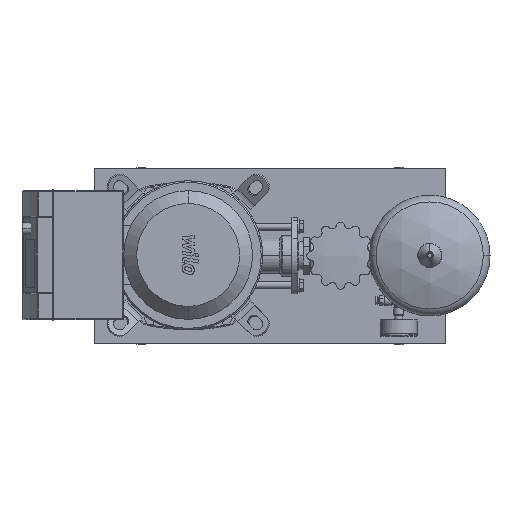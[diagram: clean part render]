
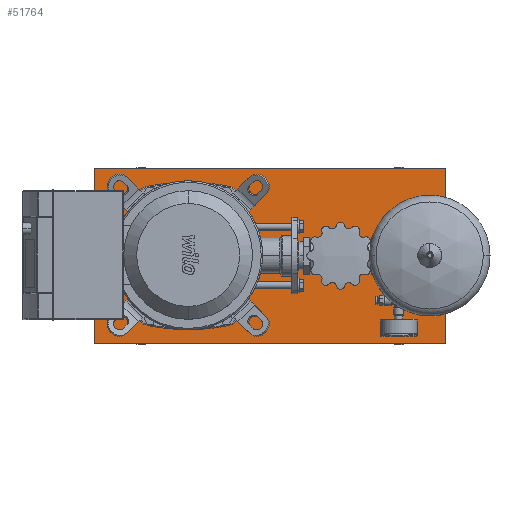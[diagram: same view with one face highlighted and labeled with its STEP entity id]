
A CAD part, top view. The second image highlights one B-rep face of the part: STEP entity #51764.
In plain terms, the highlighted planar face has unit normal (0, 0, 1).
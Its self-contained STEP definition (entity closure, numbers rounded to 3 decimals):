
#51725=CARTESIAN_POINT('',(-160.0,0.,90.0));
#51726=DIRECTION('',(0.0,0.0,1.0));
#51727=DIRECTION('',(0.0,-1.0,0.0));
#51728=AXIS2_PLACEMENT_3D('',#51725,#51726,#51727);
#51729=PLANE('',#51728);
#51730=CARTESIAN_POINT('',(440.0,-150.,90.));
#51731=VERTEX_POINT('',#51730);
#51732=CARTESIAN_POINT('',(440.0,150.,90.));
#51733=VERTEX_POINT('',#51732);
#51734=CARTESIAN_POINT('',(440.0,-150.,90.));
#51735=DIRECTION('',(0.0,1.0,0.0));
#51736=VECTOR('',#51735,300.0);
#51737=LINE('',#51734,#51736);
#51738=EDGE_CURVE('',#51731,#51733,#51737,.T.);
#51739=ORIENTED_EDGE('',*,*,#51738,.T.);
#51740=CARTESIAN_POINT('',(-160.0,150.,90.));
#51741=VERTEX_POINT('',#51740);
#51742=CARTESIAN_POINT('',(-160.0,150.,90.));
#51743=DIRECTION('',(1.0,0.0,0.0));
#51744=VECTOR('',#51743,600.0);
#51745=LINE('',#51742,#51744);
#51746=EDGE_CURVE('',#51741,#51733,#51745,.T.);
#51747=ORIENTED_EDGE('',*,*,#51746,.F.);
#51748=CARTESIAN_POINT('',(-160.0,-150.,90.));
#51749=VERTEX_POINT('',#51748);
#51750=CARTESIAN_POINT('',(-160.0,150.,90.));
#51751=DIRECTION('',(0.0,-1.0,0.0));
#51752=VECTOR('',#51751,300.0);
#51753=LINE('',#51750,#51752);
#51754=EDGE_CURVE('',#51741,#51749,#51753,.T.);
#51755=ORIENTED_EDGE('',*,*,#51754,.T.);
#51756=CARTESIAN_POINT('',(-160.0,-150.,90.));
#51757=DIRECTION('',(1.0,0.0,0.0));
#51758=VECTOR('',#51757,600.0);
#51759=LINE('',#51756,#51758);
#51760=EDGE_CURVE('',#51749,#51731,#51759,.T.);
#51761=ORIENTED_EDGE('',*,*,#51760,.T.);
#51762=EDGE_LOOP('',(#51739,#51747,#51755,#51761));
#51763=FACE_OUTER_BOUND('',#51762,.T.);
#51764=ADVANCED_FACE('',(#51763),#51729,.T.);
